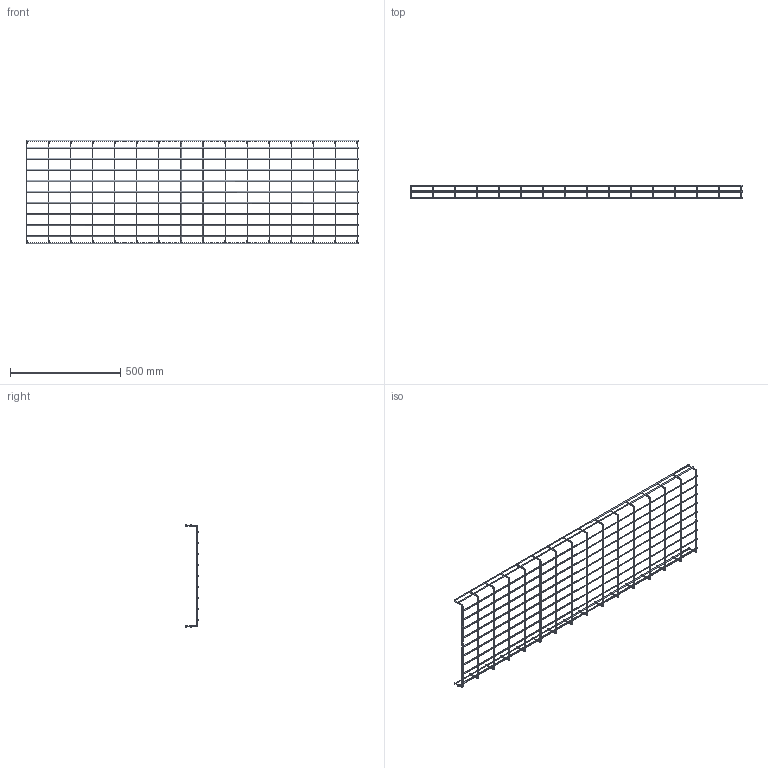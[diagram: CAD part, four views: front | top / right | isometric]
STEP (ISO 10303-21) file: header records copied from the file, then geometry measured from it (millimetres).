
FILE_DESCRIPTION (( 'STEP AP214' ), '1' );
FILE_NAME ('LCM5450-5FT_3D.step', '2024-03-21T19:45:48', ( '' ), ( '' ), 'SwSTEP 2.0', 'SolidWorks 2022', '' );
FILE_SCHEMA (( 'AUTOMOTIVE_DESIGN' ));
Length unit declared in the file: millimetre
Products named in the file (1): LCM5450-5FT_3D
Bounding box: 1505 x 60 x 470 mm (x, y, z)
Volume: 557794 mm3; surface area: 447435.5 mm2
Topology: 29 solids, 29 shells, 244 faces, 430 edges, 244 vertices
Faces by surface type: cylinder 122, torus 64, plane 58
Entity records: 6074 total; most frequent: CARTESIAN_POINT 1189, DIRECTION 1048, ORIENTED_EDGE 860, AXIS2_PLACEMENT_3D 463, EDGE_CURVE 430, VERTEX_POINT 244, FACE_OUTER_BOUND 244, ADVANCED_FACE 244
